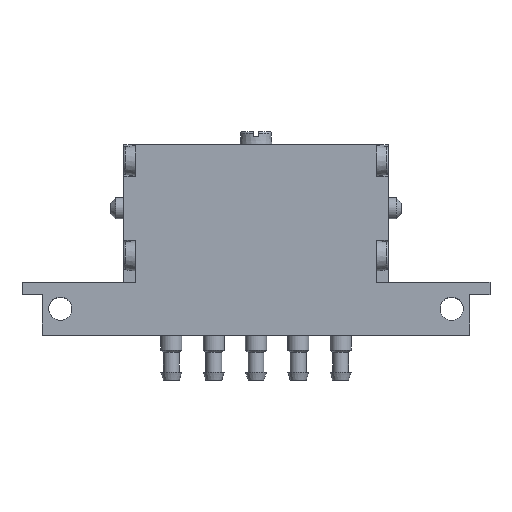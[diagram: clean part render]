
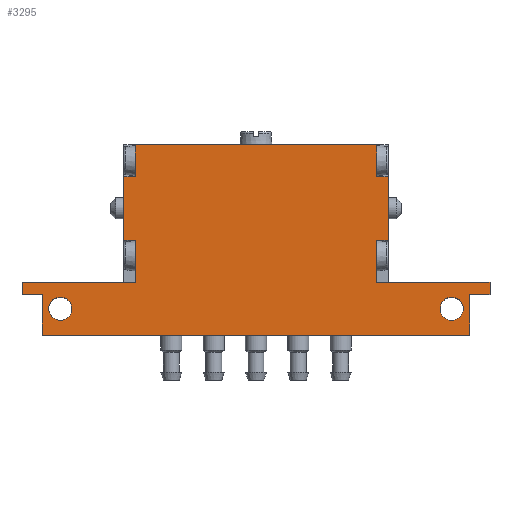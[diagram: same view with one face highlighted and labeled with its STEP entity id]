
A CAD part, top view. The second image highlights one B-rep face of the part: STEP entity #3295.
In plain terms, the highlighted planar face has unit normal (0, 0, 1).
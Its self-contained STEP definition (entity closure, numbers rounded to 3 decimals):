
#83=LINE('',#5458,#271);
#87=LINE('',#5470,#275);
#88=LINE('',#5473,#276);
#89=LINE('',#5475,#277);
#90=LINE('',#5477,#278);
#91=LINE('',#5479,#279);
#92=LINE('',#5481,#280);
#93=LINE('',#5482,#281);
#94=LINE('',#5484,#282);
#95=LINE('',#5486,#283);
#96=LINE('',#5488,#284);
#97=LINE('',#5490,#285);
#98=LINE('',#5492,#286);
#99=LINE('',#5494,#287);
#100=LINE('',#5496,#288);
#101=LINE('',#5498,#289);
#102=LINE('',#5500,#290);
#103=LINE('',#5502,#291);
#104=LINE('',#5504,#292);
#105=LINE('',#5506,#293);
#271=VECTOR('',#4125,1000.);
#275=VECTOR('',#4135,1000.);
#276=VECTOR('',#4136,1000.);
#277=VECTOR('',#4137,1000.);
#278=VECTOR('',#4138,1000.);
#279=VECTOR('',#4139,1000.);
#280=VECTOR('',#4140,1000.);
#281=VECTOR('',#4141,1000.);
#282=VECTOR('',#4142,1000.);
#283=VECTOR('',#4143,1000.);
#284=VECTOR('',#4144,1000.);
#285=VECTOR('',#4145,1000.);
#286=VECTOR('',#4146,1000.);
#287=VECTOR('',#4147,1000.);
#288=VECTOR('',#4148,1000.);
#289=VECTOR('',#4149,1000.);
#290=VECTOR('',#4150,1000.);
#291=VECTOR('',#4151,1000.);
#292=VECTOR('',#4152,1000.);
#293=VECTOR('',#4153,1000.);
#452=PLANE('',#3596);
#652=CIRCLE('',#3597,2.2);
#653=CIRCLE('',#3598,2.2);
#966=ORIENTED_EDGE('',*,*,#1846,.F.);
#967=ORIENTED_EDGE('',*,*,#1847,.F.);
#968=ORIENTED_EDGE('',*,*,#1848,.T.);
#969=ORIENTED_EDGE('',*,*,#1849,.T.);
#970=ORIENTED_EDGE('',*,*,#1850,.T.);
#971=ORIENTED_EDGE('',*,*,#1851,.T.);
#972=ORIENTED_EDGE('',*,*,#1852,.T.);
#973=ORIENTED_EDGE('',*,*,#1853,.T.);
#974=ORIENTED_EDGE('',*,*,#1842,.T.);
#975=ORIENTED_EDGE('',*,*,#1854,.F.);
#976=ORIENTED_EDGE('',*,*,#1855,.T.);
#977=ORIENTED_EDGE('',*,*,#1856,.T.);
#978=ORIENTED_EDGE('',*,*,#1857,.T.);
#979=ORIENTED_EDGE('',*,*,#1858,.F.);
#980=ORIENTED_EDGE('',*,*,#1859,.T.);
#981=ORIENTED_EDGE('',*,*,#1860,.T.);
#982=ORIENTED_EDGE('',*,*,#1861,.T.);
#983=ORIENTED_EDGE('',*,*,#1862,.T.);
#984=ORIENTED_EDGE('',*,*,#1863,.T.);
#985=ORIENTED_EDGE('',*,*,#1864,.T.);
#986=ORIENTED_EDGE('',*,*,#1865,.T.);
#987=ORIENTED_EDGE('',*,*,#1866,.T.);
#1842=EDGE_CURVE('',#2269,#2268,#83,.T.);
#1846=EDGE_CURVE('',#2272,#2272,#652,.T.);
#1847=EDGE_CURVE('',#2273,#2273,#653,.T.);
#1848=EDGE_CURVE('',#2274,#2275,#87,.T.);
#1849=EDGE_CURVE('',#2275,#2276,#88,.T.);
#1850=EDGE_CURVE('',#2276,#2277,#89,.T.);
#1851=EDGE_CURVE('',#2277,#2278,#90,.T.);
#1852=EDGE_CURVE('',#2278,#2279,#91,.T.);
#1853=EDGE_CURVE('',#2279,#2269,#92,.T.);
#1854=EDGE_CURVE('',#2280,#2268,#93,.T.);
#1855=EDGE_CURVE('',#2280,#2281,#94,.T.);
#1856=EDGE_CURVE('',#2281,#2282,#95,.T.);
#1857=EDGE_CURVE('',#2282,#2283,#96,.T.);
#1858=EDGE_CURVE('',#2284,#2283,#97,.T.);
#1859=EDGE_CURVE('',#2284,#2285,#98,.T.);
#1860=EDGE_CURVE('',#2285,#2286,#99,.T.);
#1861=EDGE_CURVE('',#2286,#2287,#100,.T.);
#1862=EDGE_CURVE('',#2287,#2288,#101,.T.);
#1863=EDGE_CURVE('',#2288,#2289,#102,.T.);
#1864=EDGE_CURVE('',#2289,#2290,#103,.T.);
#1865=EDGE_CURVE('',#2290,#2291,#104,.T.);
#1866=EDGE_CURVE('',#2291,#2274,#105,.T.);
#2268=VERTEX_POINT('',#5457);
#2269=VERTEX_POINT('',#5459);
#2272=VERTEX_POINT('',#5467);
#2273=VERTEX_POINT('',#5469);
#2274=VERTEX_POINT('',#5471);
#2275=VERTEX_POINT('',#5472);
#2276=VERTEX_POINT('',#5474);
#2277=VERTEX_POINT('',#5476);
#2278=VERTEX_POINT('',#5478);
#2279=VERTEX_POINT('',#5480);
#2280=VERTEX_POINT('',#5483);
#2281=VERTEX_POINT('',#5485);
#2282=VERTEX_POINT('',#5487);
#2283=VERTEX_POINT('',#5489);
#2284=VERTEX_POINT('',#5491);
#2285=VERTEX_POINT('',#5493);
#2286=VERTEX_POINT('',#5495);
#2287=VERTEX_POINT('',#5497);
#2288=VERTEX_POINT('',#5499);
#2289=VERTEX_POINT('',#5501);
#2290=VERTEX_POINT('',#5503);
#2291=VERTEX_POINT('',#5505);
#2607=EDGE_LOOP('',(#966));
#2608=EDGE_LOOP('',(#967));
#2609=EDGE_LOOP('',(#968,#969,#970,#971,#972,#973,#974,#975,#976,#977,#978,
#979,#980,#981,#982,#983,#984,#985,#986,#987));
#2941=FACE_BOUND('',#2607,.T.);
#2942=FACE_BOUND('',#2608,.T.);
#2943=FACE_BOUND('',#2609,.T.);
#3295=ADVANCED_FACE('',(#2941,#2942,#2943),#452,.T.);
#3596=AXIS2_PLACEMENT_3D('',#5465,#4129,#4130);
#3597=AXIS2_PLACEMENT_3D('',#5466,#4131,#4132);
#3598=AXIS2_PLACEMENT_3D('',#5468,#4133,#4134);
#4125=DIRECTION('',(-1.,0.,0.));
#4129=DIRECTION('',(0.,0.,1.));
#4130=DIRECTION('',(1.,0.,0.));
#4131=DIRECTION('',(0.,0.,1.));
#4132=DIRECTION('',(1.,0.,0.));
#4133=DIRECTION('',(0.,0.,1.));
#4134=DIRECTION('',(1.,0.,0.));
#4135=DIRECTION('',(-1.,0.,0.));
#4136=DIRECTION('',(0.,1.,0.));
#4137=DIRECTION('',(1.,0.,0.));
#4138=DIRECTION('',(0.,1.,0.));
#4139=DIRECTION('',(-1.,0.,0.));
#4140=DIRECTION('',(0.,1.,0.));
#4141=DIRECTION('',(0.,1.,0.));
#4142=DIRECTION('',(-1.,0.,0.));
#4143=DIRECTION('',(0.,-1.,0.));
#4144=DIRECTION('',(1.,0.,0.));
#4145=DIRECTION('',(0.,1.,0.));
#4146=DIRECTION('',(-1.,0.,0.));
#4147=DIRECTION('',(0.,-1.,0.));
#4148=DIRECTION('',(1.,0.,0.));
#4149=DIRECTION('',(0.,-1.,0.));
#4150=DIRECTION('',(1.,0.,0.));
#4151=DIRECTION('',(0.,1.,0.));
#4152=DIRECTION('',(1.,0.,0.));
#4153=DIRECTION('',(0.,1.,0.));
#5457=CARTESIAN_POINT('',(-22.8,36.,13.5));
#5458=CARTESIAN_POINT('',(25.,36.,13.5));
#5459=CARTESIAN_POINT('',(22.8,36.,13.5));
#5465=CARTESIAN_POINT('',(0.,0.,13.5));
#5466=CARTESIAN_POINT('',(-37.,5.,13.5));
#5467=CARTESIAN_POINT('',(-34.8,5.,13.5));
#5468=CARTESIAN_POINT('',(37.,5.,13.5));
#5469=CARTESIAN_POINT('',(39.2,5.,13.5));
#5470=CARTESIAN_POINT('',(44.25,10.,13.5));
#5471=CARTESIAN_POINT('',(44.25,10.,13.5));
#5472=CARTESIAN_POINT('',(22.8,10.,13.5));
#5473=CARTESIAN_POINT('',(22.8,0.,13.5));
#5474=CARTESIAN_POINT('',(22.8,18.,13.5));
#5475=CARTESIAN_POINT('',(0.,18.,13.5));
#5476=CARTESIAN_POINT('',(25.,18.,13.5));
#5477=CARTESIAN_POINT('',(25.,10.,13.5));
#5478=CARTESIAN_POINT('',(25.,30.,13.5));
#5479=CARTESIAN_POINT('',(0.,30.,13.5));
#5480=CARTESIAN_POINT('',(22.8,30.,13.5));
#5481=CARTESIAN_POINT('',(22.8,0.,13.5));
#5482=CARTESIAN_POINT('',(-22.8,0.,13.5));
#5483=CARTESIAN_POINT('',(-22.8,30.,13.5));
#5484=CARTESIAN_POINT('',(0.,30.,13.5));
#5485=CARTESIAN_POINT('',(-25.,30.,13.5));
#5486=CARTESIAN_POINT('',(-25.,36.,13.5));
#5487=CARTESIAN_POINT('',(-25.,18.,13.5));
#5488=CARTESIAN_POINT('',(0.,18.,13.5));
#5489=CARTESIAN_POINT('',(-22.8,18.,13.5));
#5490=CARTESIAN_POINT('',(-22.8,0.,13.5));
#5491=CARTESIAN_POINT('',(-22.8,10.,13.5));
#5492=CARTESIAN_POINT('',(-25.,10.,13.5));
#5493=CARTESIAN_POINT('',(-44.25,10.,13.5));
#5494=CARTESIAN_POINT('',(-44.25,10.,13.5));
#5495=CARTESIAN_POINT('',(-44.25,7.7,13.5));
#5496=CARTESIAN_POINT('',(-44.25,7.7,13.5));
#5497=CARTESIAN_POINT('',(-40.4,7.7,13.5));
#5498=CARTESIAN_POINT('',(-40.4,7.7,13.5));
#5499=CARTESIAN_POINT('',(-40.4,0.,13.5));
#5500=CARTESIAN_POINT('',(-40.4,0.,13.5));
#5501=CARTESIAN_POINT('',(40.4,0.,13.5));
#5502=CARTESIAN_POINT('',(40.4,0.,13.5));
#5503=CARTESIAN_POINT('',(40.4,7.7,13.5));
#5504=CARTESIAN_POINT('',(40.4,7.7,13.5));
#5505=CARTESIAN_POINT('',(44.25,7.7,13.5));
#5506=CARTESIAN_POINT('',(44.25,7.7,13.5));
